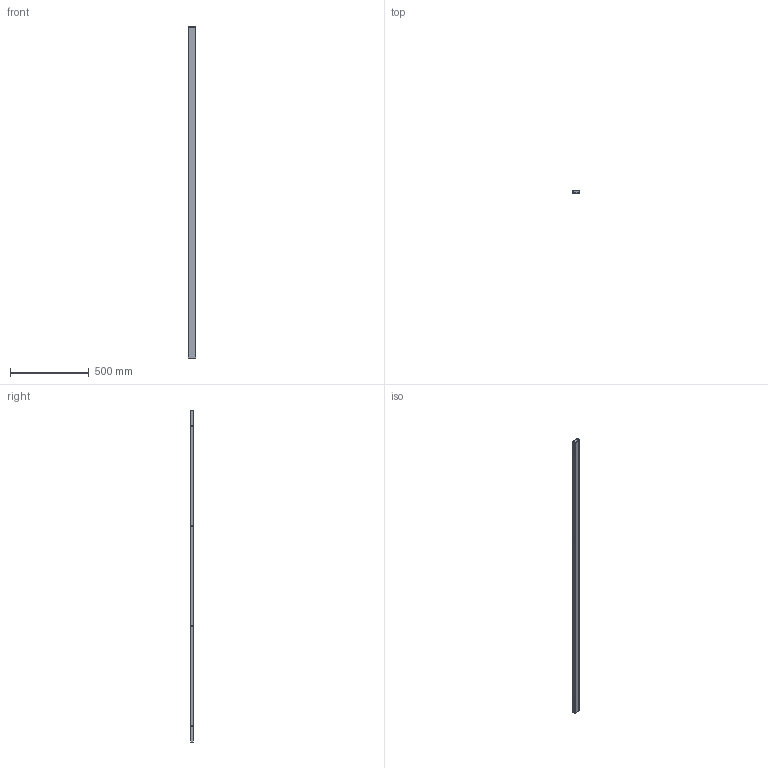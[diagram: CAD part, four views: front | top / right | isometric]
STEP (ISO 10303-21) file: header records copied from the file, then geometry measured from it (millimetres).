
FILE_DESCRIPTION(/* description */ (''),/* implementation_level */ '2;1');
FILE_NAME(/* name */ 'STEP- H31 & W31-WPR_1705955, 1705956, 1705957, 1705958, 1705959',/* time_stamp */ '2024-09-17T13:22:44+10:00',/* author */ (''),/* organization */ (''),/* preprocessor_version */ 'ST-DEVELOPER v16.5',/* originating_system */ 'Rhino 7.37',/* authorisation */ '');
FILE_SCHEMA (('CONFIG_CONTROL_DESIGN'));
Length unit declared in the file: millimetre
Products named in the file (6): Document; 3D file-H31 & W31-WPR_1705955~1705959; �rĶ˸�SJ210; AL022ǽ��; 3.2�߽���2100; AL1022-2100
Assembly tree (5 placements, depth 4):
  Document
    3D file-H31 & W31-WPR_1705955~1705959
      �rĶ˸�SJ210
      AL022ǽ��
        3.2�߽���2100
        AL1022-2100
Bounding box: 48.94 x 19.88 x 2101.8 mm (x, y, z)
Volume: 396074.5 mm3; surface area: 611180.9 mm2
Topology: 3 solids, 3 shells, 187 faces, 532 edges, 344 vertices
Faces by surface type: plane 124, cylinder 57, bspline 6
Entity records: 6329 total; most frequent: CARTESIAN_POINT 2297, ORIENTED_EDGE 1056, EDGE_CURVE 528, B_SPLINE_CURVE_WITH_KNOTS 404, VERTEX_POINT 344, DIRECTION 209, EDGE_LOOP 202, AXIS2_PLACEMENT_3D 195
